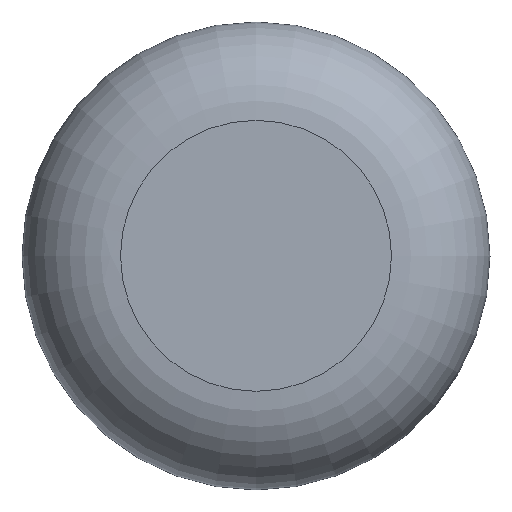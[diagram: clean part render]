
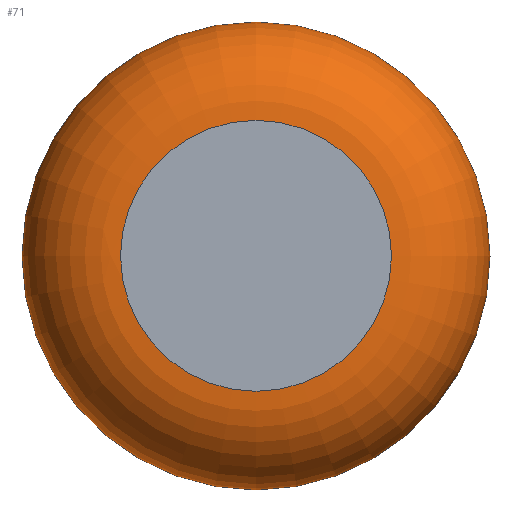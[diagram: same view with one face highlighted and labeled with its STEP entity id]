
A CAD part, top view. The second image highlights one B-rep face of the part: STEP entity #71.
In plain terms, the highlighted toroidal (fillet/blend) face has major radius 2.75 mm and minor radius 2 mm.
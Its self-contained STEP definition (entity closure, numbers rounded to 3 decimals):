
#71=ADVANCED_FACE('',(#94,#96),#98,.T.);
#94=FACE_OUTER_BOUND('',#95,.T.);
#95=EDGE_LOOP('',(#105));
#96=FACE_OUTER_BOUND('',#97,.T.);
#97=EDGE_LOOP('',(#106));
#98=TOROIDAL_SURFACE('',#99,2.75,2.);
#99=AXIS2_PLACEMENT_3D('',#100,#101,#102);
#100=CARTESIAN_POINT('',(0.,0.,0.));
#101=DIRECTION('',(0.,0.,1.));
#102=DIRECTION('',(-1.,0.,0.));
#105=ORIENTED_EDGE('',*,*,#107,.F.);
#106=ORIENTED_EDGE('',*,*,#108,.T.);
#107=EDGE_CURVE('',#109,#109,#110,.T.);
#108=EDGE_CURVE('',#111,#111,#112,.T.);
#109=VERTEX_POINT('',#113);
#110=CIRCLE('',#114,2.75);
#111=VERTEX_POINT('',#118);
#112=CIRCLE('',#119,4.75);
#113=CARTESIAN_POINT('',(-2.75,0.,2.));
#114=AXIS2_PLACEMENT_3D('',#115,#116,#117);
#115=CARTESIAN_POINT('',(0.,0.,2.));
#116=DIRECTION('',(0.,0.,1.));
#117=DIRECTION('',(-1.,0.,0.));
#118=CARTESIAN_POINT('',(-4.75,0.,0.));
#119=AXIS2_PLACEMENT_3D('',#120,#121,#122);
#120=CARTESIAN_POINT('',(0.,0.,0.));
#121=DIRECTION('',(0.,0.,1.));
#122=DIRECTION('',(-1.,0.,0.));
